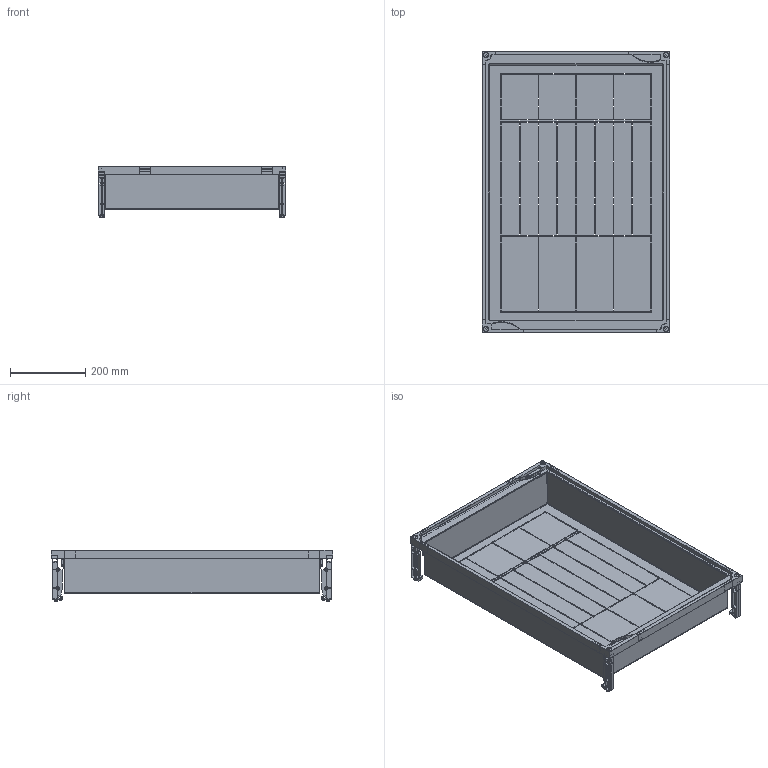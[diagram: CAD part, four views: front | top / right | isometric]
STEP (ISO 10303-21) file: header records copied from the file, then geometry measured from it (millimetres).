
FILE_DESCRIPTION(('STEP AP214'),'1');
FILE_NAME('cctmp_DA4CC11D-F683-4F5B-A2DE-9C62763BFE65_2024_05_06_11_54_09_0523..stp','2024-05-06T09:54:11',('SIEMENS A&D'),('CADClick - www.CADClick.com'),'Spatial InterOp 3D',' ','unknown authorization');
FILE_SCHEMA(('AUTOMOTIVE_DESIGN'));
Length unit declared in the file: millimetre
Products named in the file (18): cc_unnamed; 2024_05_06_11_54_09_0477; 2024_05_06_11_54_09_0445; 2024_05_06_11_54_09_0414; 2024_05_06_11_54_09_0383; 2024_05_06_11_54_09_0352; 2024_05_06_11_54_09_0289; 2024_05_06_11_54_09_0258; 2024_05_06_11_54_09_0227; 2024_05_06_11_54_09_0195; 2024_05_06_11_54_09_0133; 2024_05_06_11_54_09_0102; 2024_05_06_11_54_09_0070; 2024_05_06_11_54_09_0039; 2024_05_06_11_54_09_0008; 2024_05_06_11_54_08_0977; 2024_05_06_11_54_08_0945; 2024_05_06_11_54_08_0914
Assembly tree (17 placements, depth 2):
  cc_unnamed
    2024_05_06_11_54_09_0477
    2024_05_06_11_54_09_0445
    2024_05_06_11_54_09_0414
    2024_05_06_11_54_09_0383
    2024_05_06_11_54_09_0352
    2024_05_06_11_54_09_0289
    2024_05_06_11_54_09_0258
    2024_05_06_11_54_09_0227
    2024_05_06_11_54_09_0195
    2024_05_06_11_54_09_0133
    2024_05_06_11_54_09_0102
    2024_05_06_11_54_09_0070
    2024_05_06_11_54_09_0039
    2024_05_06_11_54_09_0008
    2024_05_06_11_54_08_0977
    2024_05_06_11_54_08_0945
    2024_05_06_11_54_08_0914
Bounding box: 500 x 750 x 137.23 mm (x, y, z)
Volume: 1562954 mm3; surface area: 1491689.8 mm2
Topology: 17 solids, 17 shells, 2084 faces, 5922 edges, 3892 vertices
Faces by surface type: plane 1644, cylinder 372, torus 28, cone 24, sphere 16
Entity records: 85729 total; most frequent: CARTESIAN_POINT 12932, ORIENTED_EDGE 11812, DIRECTION 10994, EDGE_CURVE 5906, LINE 4870, VECTOR 4870, VERTEX_POINT 3892, AXIS2_PLACEMENT_3D 3062
